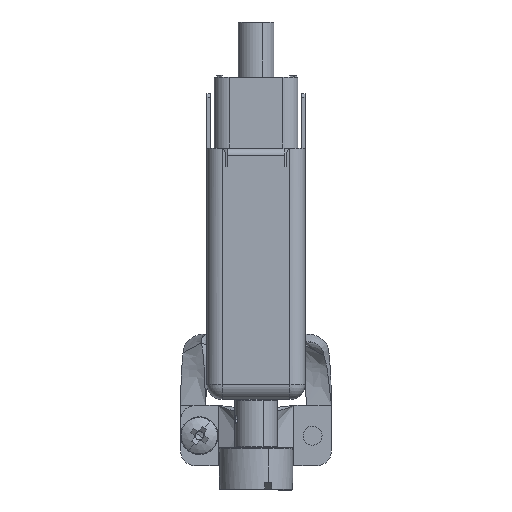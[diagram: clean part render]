
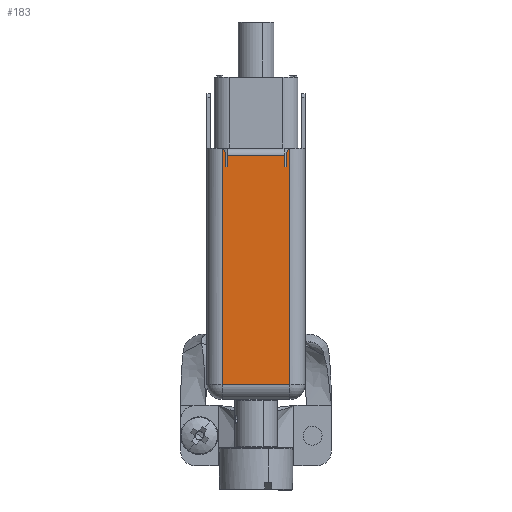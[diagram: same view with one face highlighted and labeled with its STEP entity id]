
A CAD part, front view. The second image highlights one B-rep face of the part: STEP entity #183.
In plain terms, the highlighted face is planar.
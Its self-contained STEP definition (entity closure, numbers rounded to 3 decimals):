
#10 = CARTESIAN_POINT ( 'NONE',  ( -40.5, 30.8, 10.5 ) ) ;
#183 = ADVANCED_FACE ( 'Face3', ( #25322 ), #5700, .F. ) ;
#466 = DIRECTION ( 'NONE',  ( 0., 0., -1. ) ) ;
#1923 = ORIENTED_EDGE ( 'NONE', *, *, #13330, .T. ) ;
#2179 = CARTESIAN_POINT ( 'NONE',  ( -40.5, 2., 2. ) ) ;
#2398 = LINE ( 'NONE', #21700, #15072 ) ;
#3376 = ORIENTED_EDGE ( 'NONE', *, *, #11976, .T. ) ;
#3588 = LINE ( 'NONE', #30723, #22247 ) ;
#3662 = CARTESIAN_POINT ( 'NONE',  ( -40.5, 2., 11. ) ) ;
#3747 = EDGE_CURVE ( 'NONE', #6911, #13562, #16959, .T. ) ;
#4437 = LINE ( 'NONE', #21810, #7323 ) ;
#4823 = EDGE_CURVE ( 'NONE', #27927, #13534, #30089, .T. ) ;
#4867 = CARTESIAN_POINT ( 'NONE',  ( -40.5, 30.8, 2.5 ) ) ;
#5661 = DIRECTION ( 'NONE',  ( 0., 0., -1. ) ) ;
#5700 = PLANE ( 'NONE',  #23459 ) ;
#5865 = CARTESIAN_POINT ( 'NONE',  ( -40.5, 30.8, 2.7 ) ) ;
#5974 = VECTOR ( 'NONE', #25170, 1000. ) ;
#6018 = DIRECTION ( 'NONE',  ( 0., 0., -1. ) ) ;
#6045 = CARTESIAN_POINT ( 'NONE',  ( -40.5, 32.3, 10.3 ) ) ;
#6120 = DIRECTION ( 'NONE',  ( -1., 0., 0. ) ) ;
#6661 = VECTOR ( 'NONE', #8340, 1000. ) ;
#6880 = VERTEX_POINT ( 'NONE', #11665 ) ;
#6911 = VERTEX_POINT ( 'NONE', #21379 ) ;
#6918 = EDGE_CURVE ( 'NONE', #14096, #6880, #2398, .T. ) ;
#7121 = AXIS2_PLACEMENT_3D ( 'NONE', #25279, #6120, #5661 ) ;
#7323 = VECTOR ( 'NONE', #29165, 1000. ) ;
#7538 = CARTESIAN_POINT ( 'NONE',  ( -40.5, 30.8, 2.7 ) ) ;
#7902 = EDGE_CURVE ( 'NONE', #27927, #6911, #4437, .T. ) ;
#8340 = DIRECTION ( 'NONE',  ( 0., 1., 0. ) ) ;
#10117 = ORIENTED_EDGE ( 'NONE', *, *, #23238, .F. ) ;
#10173 = ORIENTED_EDGE ( 'NONE', *, *, #13037, .F. ) ;
#10597 = VERTEX_POINT ( 'NONE', #23254 ) ;
#11241 = ORIENTED_EDGE ( 'NONE', *, *, #18488, .T. ) ;
#11665 = CARTESIAN_POINT ( 'NONE',  ( -40.5, 32.3, 2.7 ) ) ;
#11849 = DIRECTION ( 'NONE',  ( -1., 0., 0. ) ) ;
#11976 = EDGE_CURVE ( 'NONE', #30053, #30313, #3588, .T. ) ;
#12083 = DIRECTION ( 'NONE',  ( 0., -1., 0. ) ) ;
#12617 = CARTESIAN_POINT ( 'NONE',  ( -40.5, 2., 13. ) ) ;
#12920 = EDGE_CURVE ( 'NONE', #14633, #10597, #24047, .T. ) ;
#13035 = DIRECTION ( 'NONE',  ( 1., 0., 0. ) ) ;
#13037 = EDGE_CURVE ( 'NONE', #30053, #14096, #15429, .T. ) ;
#13330 = EDGE_CURVE ( 'NONE', #13534, #6880, #26249, .T. ) ;
#13534 = VERTEX_POINT ( 'NONE', #6045 ) ;
#13562 = VERTEX_POINT ( 'NONE', #30909 ) ;
#14096 = VERTEX_POINT ( 'NONE', #7538 ) ;
#14366 = ORIENTED_EDGE ( 'NONE', *, *, #6918, .F. ) ;
#14633 = VERTEX_POINT ( 'NONE', #25206 ) ;
#14795 = VECTOR ( 'NONE', #466, 1000. ) ;
#15072 = VECTOR ( 'NONE', #16777, 1000. ) ;
#15429 = LINE ( 'NONE', #5865, #5974 ) ;
#15555 = CARTESIAN_POINT ( 'NONE',  ( -40.5, 30.8, 10.3 ) ) ;
#15739 = ORIENTED_EDGE ( 'NONE', *, *, #31453, .T. ) ;
#15805 = LINE ( 'NONE', #3662, #6661 ) ;
#16203 = CARTESIAN_POINT ( 'NONE',  ( -40.5, 2., 11. ) ) ;
#16777 = DIRECTION ( 'NONE',  ( 0., 1., 0. ) ) ;
#16805 = DIRECTION ( 'NONE',  ( 0., 1., 0. ) ) ;
#16816 = CIRCLE ( 'NONE', #7121, 1. ) ;
#16904 = VECTOR ( 'NONE', #27987, 1000. ) ;
#16959 = LINE ( 'NONE', #10, #29215 ) ;
#17238 = VERTEX_POINT ( 'NONE', #16203 ) ;
#17292 = CARTESIAN_POINT ( 'NONE',  ( -40.5, 33.166, 11. ) ) ;
#17401 = LINE ( 'NONE', #12617, #14795 ) ;
#17420 = VERTEX_POINT ( 'NONE', #17292 ) ;
#18134 = CARTESIAN_POINT ( 'NONE',  ( -40.5, 2., 13. ) ) ;
#18411 = ORIENTED_EDGE ( 'NONE', *, *, #7902, .F. ) ;
#18488 = EDGE_CURVE ( 'NONE', #17420, #13562, #16816, .T. ) ;
#18591 = DIRECTION ( 'NONE',  ( 0., 1., 0. ) ) ;
#18903 = DIRECTION ( 'NONE',  ( 0., 0., -1. ) ) ;
#19027 = CARTESIAN_POINT ( 'NONE',  ( -40.5, 32.3, 1.5 ) ) ;
#19332 = CARTESIAN_POINT ( 'NONE',  ( -40.5, 32.3, 2.5 ) ) ;
#19341 = DIRECTION ( 'NONE',  ( 0., 0., -1. ) ) ;
#20216 = VECTOR ( 'NONE', #12083, 1000. ) ;
#21175 = ORIENTED_EDGE ( 'NONE', *, *, #4823, .T. ) ;
#21379 = CARTESIAN_POINT ( 'NONE',  ( -40.5, 30.8, 10.5 ) ) ;
#21439 = CARTESIAN_POINT ( 'NONE',  ( -40.5, 32.3, 13. ) ) ;
#21700 = CARTESIAN_POINT ( 'NONE',  ( -40.5, 30.8, 2.7 ) ) ;
#21810 = CARTESIAN_POINT ( 'NONE',  ( -40.5, 30.8, 10.3 ) ) ;
#22247 = VECTOR ( 'NONE', #18591, 1000. ) ;
#22543 = AXIS2_PLACEMENT_3D ( 'NONE', #19027, #11849, #19341 ) ;
#22576 = ORIENTED_EDGE ( 'NONE', *, *, #12920, .T. ) ;
#23188 = EDGE_LOOP ( 'NONE', ( #25889, #11241, #27872, #18411, #21175, #1923, #14366, #10173, #3376, #15739, #22576, #10117 ) ) ;
#23238 = EDGE_CURVE ( 'NONE', #17238, #10597, #17401, .T. ) ;
#23254 = CARTESIAN_POINT ( 'NONE',  ( -40.5, 2., 2. ) ) ;
#23459 = AXIS2_PLACEMENT_3D ( 'NONE', #18134, #13035, #6018 ) ;
#23536 = EDGE_CURVE ( 'NONE', #17238, #17420, #15805, .T. ) ;
#24047 = LINE ( 'NONE', #2179, #20216 ) ;
#24857 = VECTOR ( 'NONE', #18903, 1000. ) ;
#25170 = DIRECTION ( 'NONE',  ( 0., 0., 1. ) ) ;
#25206 = CARTESIAN_POINT ( 'NONE',  ( -40.5, 33.166, 2. ) ) ;
#25279 = CARTESIAN_POINT ( 'NONE',  ( -40.5, 32.3, 11.5 ) ) ;
#25322 = FACE_OUTER_BOUND ( 'NONE', #23188, .T. ) ;
#25889 = ORIENTED_EDGE ( 'NONE', *, *, #23536, .T. ) ;
#26249 = LINE ( 'NONE', #21439, #24857 ) ;
#27355 = CARTESIAN_POINT ( 'NONE',  ( -40.5, 30.8, 10.3 ) ) ;
#27872 = ORIENTED_EDGE ( 'NONE', *, *, #3747, .F. ) ;
#27927 = VERTEX_POINT ( 'NONE', #15555 ) ;
#27987 = DIRECTION ( 'NONE',  ( 0., 1., 0. ) ) ;
#29165 = DIRECTION ( 'NONE',  ( 0., 0., 1. ) ) ;
#29184 = CIRCLE ( 'NONE', #22543, 1. ) ;
#29215 = VECTOR ( 'NONE', #16805, 1000. ) ;
#30053 = VERTEX_POINT ( 'NONE', #4867 ) ;
#30089 = LINE ( 'NONE', #27355, #16904 ) ;
#30313 = VERTEX_POINT ( 'NONE', #19332 ) ;
#30723 = CARTESIAN_POINT ( 'NONE',  ( -40.5, 30.8, 2.5 ) ) ;
#30909 = CARTESIAN_POINT ( 'NONE',  ( -40.5, 32.3, 10.5 ) ) ;
#31453 = EDGE_CURVE ( 'NONE', #30313, #14633, #29184, .T. ) ;
